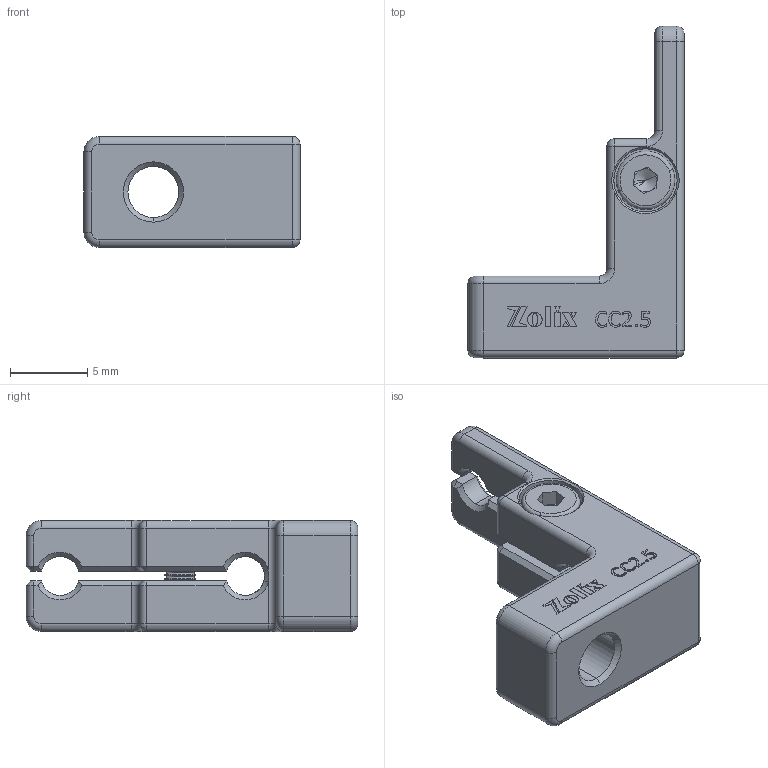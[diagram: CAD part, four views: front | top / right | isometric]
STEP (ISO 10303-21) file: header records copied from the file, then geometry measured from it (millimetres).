
FILE_DESCRIPTION (( 'STEP AP203' ), '1' );
FILE_NAME ('CC2.5.STEP', '2025-11-03T01:58:36', ( '' ), ( '' ), 'SwSTEP 2.0', 'SolidWorks 2020', '' );
FILE_SCHEMA (( 'CONFIG_CONTROL_DESIGN' ));
Length unit declared in the file: millimetre
Products named in the file (1): CC2.5
Bounding box: 14 x 21.5 x 7.2 mm (x, y, z)
Volume: 826.9 mm3; surface area: 968.2 mm2
Topology: 2 solids, 2 shells, 472 faces, 1186 edges, 729 vertices
Faces by surface type: plane 235, cone 94, cylinder 74, bspline 53, torus 12, sphere 4
Entity records: 16657 total; most frequent: CARTESIAN_POINT 5581, ORIENTED_EDGE 2360, DIRECTION 2138, EDGE_CURVE 1180, VECTOR 814, LINE 814, VERTEX_POINT 729, AXIS2_PLACEMENT_3D 662
